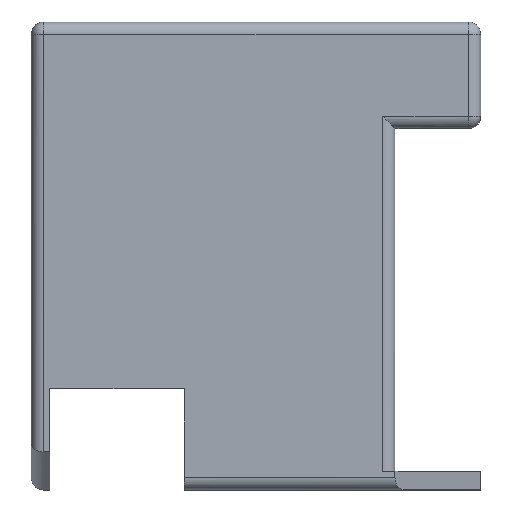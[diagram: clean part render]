
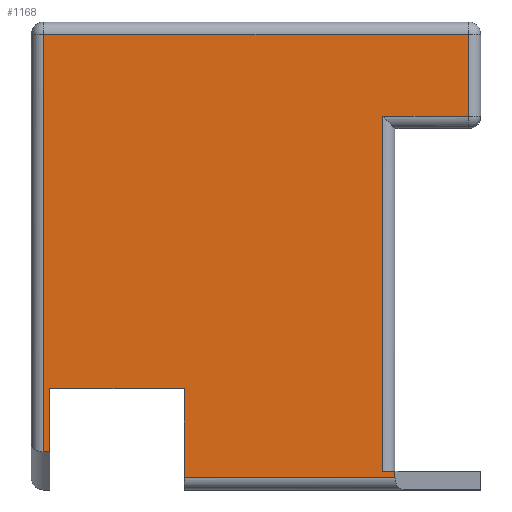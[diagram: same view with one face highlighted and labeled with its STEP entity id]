
A CAD part, top view. The second image highlights one B-rep face of the part: STEP entity #1168.
In plain terms, the highlighted planar face has unit normal (0, 0, 1).
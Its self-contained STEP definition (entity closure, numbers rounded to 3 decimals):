
#29=PLANE('',#1292);
#71=FACE_OUTER_BOUND('',#138,.T.);
#138=EDGE_LOOP('',(#812,#813,#814,#815,#816,#817,#818,#819,#820,#821,#822,
#823));
#233=LINE('',#1754,#370);
#235=LINE('',#1760,#372);
#245=LINE('',#1780,#382);
#246=LINE('',#1782,#383);
#247=LINE('',#1784,#384);
#248=LINE('',#1786,#385);
#249=LINE('',#1788,#386);
#250=LINE('',#1790,#387);
#251=LINE('',#1792,#388);
#252=LINE('',#1794,#389);
#253=LINE('',#1796,#390);
#254=LINE('',#1797,#391);
#370=VECTOR('',#1402,10.);
#372=VECTOR('',#1408,10.);
#382=VECTOR('',#1420,10.);
#383=VECTOR('',#1421,10.);
#384=VECTOR('',#1422,10.);
#385=VECTOR('',#1423,10.);
#386=VECTOR('',#1424,10.);
#387=VECTOR('',#1425,10.);
#388=VECTOR('',#1426,10.);
#389=VECTOR('',#1427,10.);
#390=VECTOR('',#1428,10.);
#391=VECTOR('',#1429,10.);
#515=VERTEX_POINT('',#1751);
#516=VERTEX_POINT('',#1753);
#518=VERTEX_POINT('',#1759);
#527=VERTEX_POINT('',#1779);
#528=VERTEX_POINT('',#1781);
#529=VERTEX_POINT('',#1783);
#530=VERTEX_POINT('',#1785);
#531=VERTEX_POINT('',#1787);
#532=VERTEX_POINT('',#1789);
#533=VERTEX_POINT('',#1791);
#534=VERTEX_POINT('',#1793);
#535=VERTEX_POINT('',#1795);
#624=EDGE_CURVE('',#515,#516,#233,.T.);
#627=EDGE_CURVE('',#518,#516,#235,.T.);
#637=EDGE_CURVE('',#515,#527,#245,.T.);
#638=EDGE_CURVE('',#528,#527,#246,.T.);
#639=EDGE_CURVE('',#529,#528,#247,.T.);
#640=EDGE_CURVE('',#530,#529,#248,.T.);
#641=EDGE_CURVE('',#531,#530,#249,.T.);
#642=EDGE_CURVE('',#532,#531,#250,.T.);
#643=EDGE_CURVE('',#533,#532,#251,.T.);
#644=EDGE_CURVE('',#533,#534,#252,.T.);
#645=EDGE_CURVE('',#534,#535,#253,.T.);
#646=EDGE_CURVE('',#535,#518,#254,.T.);
#812=ORIENTED_EDGE('',*,*,#624,.F.);
#813=ORIENTED_EDGE('',*,*,#637,.T.);
#814=ORIENTED_EDGE('',*,*,#638,.F.);
#815=ORIENTED_EDGE('',*,*,#639,.F.);
#816=ORIENTED_EDGE('',*,*,#640,.F.);
#817=ORIENTED_EDGE('',*,*,#641,.F.);
#818=ORIENTED_EDGE('',*,*,#642,.F.);
#819=ORIENTED_EDGE('',*,*,#643,.F.);
#820=ORIENTED_EDGE('',*,*,#644,.T.);
#821=ORIENTED_EDGE('',*,*,#645,.T.);
#822=ORIENTED_EDGE('',*,*,#646,.T.);
#823=ORIENTED_EDGE('',*,*,#627,.T.);
#1168=ADVANCED_FACE('',(#71),#29,.T.);
#1292=AXIS2_PLACEMENT_3D('',#1778,#1418,#1419);
#1402=DIRECTION('',(-1.,0.,0.));
#1408=DIRECTION('',(0.,-1.,0.));
#1418=DIRECTION('center_axis',(0.,0.,1.));
#1419=DIRECTION('ref_axis',(1.,0.,0.));
#1420=DIRECTION('',(0.,1.,0.));
#1421=DIRECTION('',(1.,0.,0.));
#1422=DIRECTION('',(0.,-1.,0.));
#1423=DIRECTION('',(-1.,0.,0.));
#1424=DIRECTION('',(0.,-1.,0.));
#1425=DIRECTION('',(1.,0.,0.));
#1426=DIRECTION('',(0.,1.,0.));
#1427=DIRECTION('',(1.,0.,0.));
#1428=DIRECTION('',(0.,1.,0.));
#1429=DIRECTION('',(1.,0.,0.));
#1751=CARTESIAN_POINT('',(52.388,0.389,27.201));
#1753=CARTESIAN_POINT('',(35.188,0.389,27.201));
#1754=CARTESIAN_POINT('',(31.863,0.389,27.201));
#1759=CARTESIAN_POINT('',(35.188,7.639,27.201));
#1760=CARTESIAN_POINT('',(35.188,13.064,27.201));
#1778=CARTESIAN_POINT('Origin',(41.038,18.489,27.201));
#1779=CARTESIAN_POINT('',(52.388,0.889,27.201));
#1780=CARTESIAN_POINT('',(52.388,9.689,27.201));
#1781=CARTESIAN_POINT('',(51.388,0.889,27.201));
#1782=CARTESIAN_POINT('',(31.863,0.889,27.201));
#1783=CARTESIAN_POINT('',(51.388,29.889,27.201));
#1784=CARTESIAN_POINT('',(51.388,9.689,27.201));
#1785=CARTESIAN_POINT('',(58.388,29.889,27.201));
#1786=CARTESIAN_POINT('',(46.713,29.889,27.201));
#1787=CARTESIAN_POINT('',(58.388,36.589,27.201));
#1788=CARTESIAN_POINT('',(58.388,8.939,27.201));
#1789=CARTESIAN_POINT('',(23.688,36.589,27.201));
#1790=CARTESIAN_POINT('',(50.213,36.589,27.201));
#1791=CARTESIAN_POINT('',(23.688,2.484,27.201));
#1792=CARTESIAN_POINT('',(23.688,28.039,27.201));
#1793=CARTESIAN_POINT('',(24.188,2.484,27.201));
#1794=CARTESIAN_POINT('',(31.863,2.484,27.201));
#1795=CARTESIAN_POINT('',(24.188,7.639,27.201));
#1796=CARTESIAN_POINT('',(24.188,8.939,27.201));
#1797=CARTESIAN_POINT('',(32.613,7.639,27.201));
